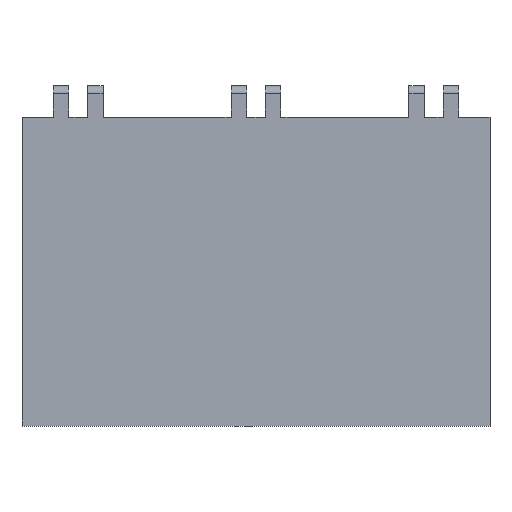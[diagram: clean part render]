
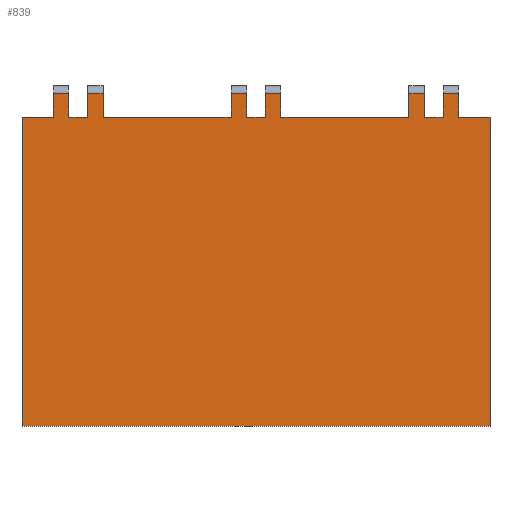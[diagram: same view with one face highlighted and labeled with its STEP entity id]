
A CAD part, top view. The second image highlights one B-rep face of the part: STEP entity #839.
In plain terms, the highlighted planar face has unit normal (0, 0, 1).
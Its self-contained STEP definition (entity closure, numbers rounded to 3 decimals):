
#57=FACE_OUTER_BOUND('',#105,.T.);
#105=EDGE_LOOP('',(#635,#636,#637,#638,#639,#640,#641,#642,#643,#644,#645,
#646,#647,#648,#649,#650,#651,#652,#653,#654,#655,#656,#657,#658,#659,#660,
#661,#662));
#135=LINE('',#1179,#231);
#140=LINE('',#1191,#236);
#144=LINE('',#1200,#240);
#145=LINE('',#1208,#241);
#150=LINE('',#1220,#246);
#154=LINE('',#1229,#250);
#155=LINE('',#1237,#251);
#161=LINE('',#1250,#257);
#163=LINE('',#1256,#259);
#167=LINE('',#1264,#263);
#170=LINE('',#1275,#266);
#171=LINE('',#1278,#267);
#176=LINE('',#1291,#272);
#177=LINE('',#1294,#273);
#182=LINE('',#1307,#278);
#185=LINE('',#1314,#281);
#186=LINE('',#1316,#282);
#187=LINE('',#1317,#283);
#188=LINE('',#1319,#284);
#189=LINE('',#1321,#285);
#190=LINE('',#1323,#286);
#191=LINE('',#1324,#287);
#192=LINE('',#1326,#288);
#193=LINE('',#1328,#289);
#194=LINE('',#1329,#290);
#195=LINE('',#1331,#291);
#196=LINE('',#1333,#292);
#197=LINE('',#1334,#293);
#231=VECTOR('',#949,10.);
#236=VECTOR('',#958,10.);
#240=VECTOR('',#966,10.);
#241=VECTOR('',#973,10.);
#246=VECTOR('',#982,10.);
#250=VECTOR('',#990,10.);
#251=VECTOR('',#997,10.);
#257=VECTOR('',#1007,10.);
#259=VECTOR('',#1011,10.);
#263=VECTOR('',#1017,10.);
#266=VECTOR('',#1028,10.);
#267=VECTOR('',#1031,10.);
#272=VECTOR('',#1044,10.);
#273=VECTOR('',#1047,10.);
#278=VECTOR('',#1060,10.);
#281=VECTOR('',#1067,10.);
#282=VECTOR('',#1068,10.);
#283=VECTOR('',#1069,10.);
#284=VECTOR('',#1070,10.);
#285=VECTOR('',#1071,10.);
#286=VECTOR('',#1072,10.);
#287=VECTOR('',#1073,10.);
#288=VECTOR('',#1074,10.);
#289=VECTOR('',#1075,10.);
#290=VECTOR('',#1076,10.);
#291=VECTOR('',#1077,10.);
#292=VECTOR('',#1078,10.);
#293=VECTOR('',#1079,10.);
#351=VERTEX_POINT('',#1175);
#353=VERTEX_POINT('',#1178);
#358=VERTEX_POINT('',#1190);
#360=VERTEX_POINT('',#1195);
#363=VERTEX_POINT('',#1204);
#365=VERTEX_POINT('',#1207);
#370=VERTEX_POINT('',#1219);
#372=VERTEX_POINT('',#1224);
#375=VERTEX_POINT('',#1233);
#377=VERTEX_POINT('',#1236);
#382=VERTEX_POINT('',#1247);
#383=VERTEX_POINT('',#1252);
#385=VERTEX_POINT('',#1255);
#388=VERTEX_POINT('',#1263);
#392=VERTEX_POINT('',#1273);
#393=VERTEX_POINT('',#1277);
#397=VERTEX_POINT('',#1289);
#398=VERTEX_POINT('',#1293);
#402=VERTEX_POINT('',#1305);
#404=VERTEX_POINT('',#1313);
#405=VERTEX_POINT('',#1315);
#406=VERTEX_POINT('',#1318);
#407=VERTEX_POINT('',#1320);
#408=VERTEX_POINT('',#1322);
#409=VERTEX_POINT('',#1325);
#410=VERTEX_POINT('',#1327);
#411=VERTEX_POINT('',#1330);
#412=VERTEX_POINT('',#1332);
#432=EDGE_CURVE('',#353,#351,#135,.T.);
#438=EDGE_CURVE('',#358,#353,#140,.T.);
#443=EDGE_CURVE('',#360,#358,#144,.T.);
#446=EDGE_CURVE('',#365,#363,#145,.T.);
#452=EDGE_CURVE('',#370,#365,#150,.T.);
#457=EDGE_CURVE('',#372,#370,#154,.T.);
#460=EDGE_CURVE('',#377,#375,#155,.T.);
#467=EDGE_CURVE('',#382,#377,#161,.T.);
#469=EDGE_CURVE('',#385,#383,#163,.T.);
#473=EDGE_CURVE('',#388,#385,#167,.T.);
#479=EDGE_CURVE('',#392,#351,#170,.T.);
#480=EDGE_CURVE('',#360,#393,#171,.T.);
#487=EDGE_CURVE('',#397,#363,#176,.T.);
#488=EDGE_CURVE('',#372,#398,#177,.T.);
#495=EDGE_CURVE('',#402,#375,#182,.T.);
#498=EDGE_CURVE('',#392,#404,#185,.T.);
#499=EDGE_CURVE('',#404,#405,#186,.T.);
#500=EDGE_CURVE('',#405,#398,#187,.T.);
#501=EDGE_CURVE('',#397,#406,#188,.T.);
#502=EDGE_CURVE('',#406,#407,#189,.T.);
#503=EDGE_CURVE('',#407,#408,#190,.T.);
#504=EDGE_CURVE('',#388,#408,#191,.T.);
#505=EDGE_CURVE('',#383,#409,#192,.T.);
#506=EDGE_CURVE('',#409,#410,#193,.T.);
#507=EDGE_CURVE('',#410,#382,#194,.T.);
#508=EDGE_CURVE('',#402,#411,#195,.T.);
#509=EDGE_CURVE('',#411,#412,#196,.T.);
#510=EDGE_CURVE('',#412,#393,#197,.T.);
#635=ORIENTED_EDGE('',*,*,#443,.T.);
#636=ORIENTED_EDGE('',*,*,#438,.T.);
#637=ORIENTED_EDGE('',*,*,#432,.T.);
#638=ORIENTED_EDGE('',*,*,#479,.F.);
#639=ORIENTED_EDGE('',*,*,#498,.T.);
#640=ORIENTED_EDGE('',*,*,#499,.T.);
#641=ORIENTED_EDGE('',*,*,#500,.T.);
#642=ORIENTED_EDGE('',*,*,#488,.F.);
#643=ORIENTED_EDGE('',*,*,#457,.T.);
#644=ORIENTED_EDGE('',*,*,#452,.T.);
#645=ORIENTED_EDGE('',*,*,#446,.T.);
#646=ORIENTED_EDGE('',*,*,#487,.F.);
#647=ORIENTED_EDGE('',*,*,#501,.T.);
#648=ORIENTED_EDGE('',*,*,#502,.T.);
#649=ORIENTED_EDGE('',*,*,#503,.T.);
#650=ORIENTED_EDGE('',*,*,#504,.F.);
#651=ORIENTED_EDGE('',*,*,#473,.T.);
#652=ORIENTED_EDGE('',*,*,#469,.T.);
#653=ORIENTED_EDGE('',*,*,#505,.T.);
#654=ORIENTED_EDGE('',*,*,#506,.T.);
#655=ORIENTED_EDGE('',*,*,#507,.T.);
#656=ORIENTED_EDGE('',*,*,#467,.T.);
#657=ORIENTED_EDGE('',*,*,#460,.T.);
#658=ORIENTED_EDGE('',*,*,#495,.F.);
#659=ORIENTED_EDGE('',*,*,#508,.T.);
#660=ORIENTED_EDGE('',*,*,#509,.T.);
#661=ORIENTED_EDGE('',*,*,#510,.T.);
#662=ORIENTED_EDGE('',*,*,#480,.F.);
#804=PLANE('',#912);
#839=ADVANCED_FACE('',(#57),#804,.T.);
#912=AXIS2_PLACEMENT_3D('',#1312,#1065,#1066);
#949=DIRECTION('',(0.,1.,0.));
#958=DIRECTION('',(-1.,0.,0.));
#966=DIRECTION('',(0.,-1.,0.));
#973=DIRECTION('',(0.,1.,0.));
#982=DIRECTION('',(-1.,0.,0.));
#990=DIRECTION('',(0.,-1.,0.));
#997=DIRECTION('',(0.,1.,0.));
#1007=DIRECTION('',(-1.,0.,0.));
#1011=DIRECTION('',(-1.,0.,0.));
#1017=DIRECTION('',(0.,-1.,0.));
#1028=DIRECTION('',(1.,0.,0.));
#1031=DIRECTION('',(1.,0.,0.));
#1044=DIRECTION('',(1.,0.,0.));
#1047=DIRECTION('',(1.,0.,0.));
#1060=DIRECTION('',(1.,0.,0.));
#1065=DIRECTION('center_axis',(0.,0.,1.));
#1066=DIRECTION('ref_axis',(1.,0.,0.));
#1067=DIRECTION('',(0.,-1.,0.));
#1068=DIRECTION('',(-1.,0.,0.));
#1069=DIRECTION('',(0.,1.,0.));
#1070=DIRECTION('',(0.,-1.,0.));
#1071=DIRECTION('',(-1.,0.,0.));
#1072=DIRECTION('',(0.,1.,0.));
#1073=DIRECTION('',(1.,0.,0.));
#1074=DIRECTION('',(0.,-1.,0.));
#1075=DIRECTION('',(1.,0.,0.));
#1076=DIRECTION('',(0.,1.,0.));
#1077=DIRECTION('',(0.,-1.,0.));
#1078=DIRECTION('',(-1.,0.,0.));
#1079=DIRECTION('',(0.,1.,0.));
#1175=CARTESIAN_POINT('',(83.,106.5,106.));
#1178=CARTESIAN_POINT('',(83.,99.,106.));
#1179=CARTESIAN_POINT('',(83.,76.75,106.));
#1190=CARTESIAN_POINT('',(124.,99.,106.));
#1191=CARTESIAN_POINT('',(99.5,99.,106.));
#1195=CARTESIAN_POINT('',(124.,106.5,106.));
#1200=CARTESIAN_POINT('',(124.,83.575,106.));
#1204=CARTESIAN_POINT('',(26.,106.5,106.));
#1207=CARTESIAN_POINT('',(26.,99.,106.));
#1208=CARTESIAN_POINT('',(26.,76.75,106.));
#1219=CARTESIAN_POINT('',(67.,99.,106.));
#1220=CARTESIAN_POINT('',(71.,99.,106.));
#1224=CARTESIAN_POINT('',(67.,106.5,106.));
#1229=CARTESIAN_POINT('',(67.,84.075,106.));
#1233=CARTESIAN_POINT('',(140.,106.5,106.));
#1236=CARTESIAN_POINT('',(140.,99.,106.));
#1237=CARTESIAN_POINT('',(140.,76.75,106.));
#1247=CARTESIAN_POINT('',(150.,99.,106.));
#1250=CARTESIAN_POINT('',(114.225,99.,106.));
#1252=CARTESIAN_POINT('',(0.,99.,106.));
#1255=CARTESIAN_POINT('',(10.,99.,106.));
#1256=CARTESIAN_POINT('',(42.5,99.,106.));
#1263=CARTESIAN_POINT('',(10.,106.5,106.));
#1264=CARTESIAN_POINT('',(10.,83.575,106.));
#1273=CARTESIAN_POINT('',(78.,106.5,106.));
#1275=CARTESIAN_POINT('',(112.5,106.5,106.));
#1277=CARTESIAN_POINT('',(129.,106.5,106.));
#1278=CARTESIAN_POINT('',(112.5,106.5,106.));
#1289=CARTESIAN_POINT('',(21.,106.5,106.));
#1291=CARTESIAN_POINT('',(112.5,106.5,106.));
#1293=CARTESIAN_POINT('',(72.,106.5,106.));
#1294=CARTESIAN_POINT('',(112.5,106.5,106.));
#1305=CARTESIAN_POINT('',(135.,106.5,106.));
#1307=CARTESIAN_POINT('',(112.5,106.5,106.));
#1312=CARTESIAN_POINT('Origin',(75.,54.5,106.));
#1313=CARTESIAN_POINT('',(78.,99.,106.));
#1314=CARTESIAN_POINT('',(78.,81.75,106.));
#1315=CARTESIAN_POINT('',(72.,99.,106.));
#1316=CARTESIAN_POINT('',(76.5,99.,106.));
#1317=CARTESIAN_POINT('',(72.,76.75,106.));
#1318=CARTESIAN_POINT('',(21.,99.,106.));
#1319=CARTESIAN_POINT('',(21.,81.75,106.));
#1320=CARTESIAN_POINT('',(15.,99.,106.));
#1321=CARTESIAN_POINT('',(48.,99.,106.));
#1322=CARTESIAN_POINT('',(15.,106.5,106.));
#1323=CARTESIAN_POINT('',(15.,76.75,106.));
#1324=CARTESIAN_POINT('',(112.5,106.5,106.));
#1325=CARTESIAN_POINT('',(0.,0.,106.));
#1326=CARTESIAN_POINT('',(0.,0.,106.));
#1327=CARTESIAN_POINT('',(150.,0.,106.));
#1328=CARTESIAN_POINT('',(150.,0.,106.));
#1329=CARTESIAN_POINT('',(150.,109.,106.));
#1330=CARTESIAN_POINT('',(135.,99.,106.));
#1331=CARTESIAN_POINT('',(135.,81.75,106.));
#1332=CARTESIAN_POINT('',(129.,99.,106.));
#1333=CARTESIAN_POINT('',(105.,99.,106.));
#1334=CARTESIAN_POINT('',(129.,76.75,106.));
